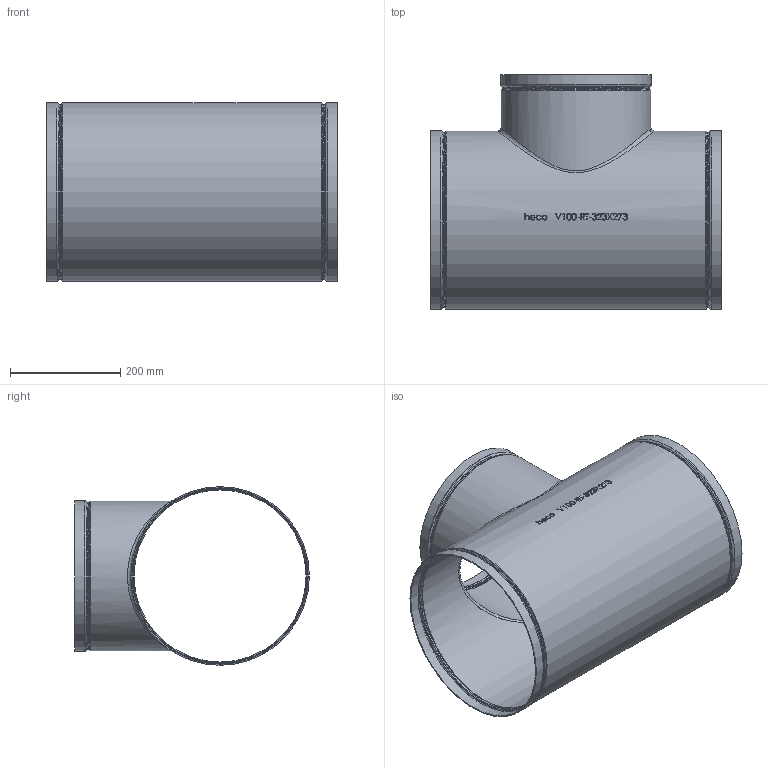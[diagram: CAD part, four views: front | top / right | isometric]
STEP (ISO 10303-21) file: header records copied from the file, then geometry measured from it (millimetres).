
FILE_DESCRIPTION (( 'STEP AP214' ), '1' );
FILE_NAME ('V100-RT-323X273-x Typ E493 DN300x250 1200x1000 Ø323,9x273,0 1812.STEP', '2018-12-17T11:06:50', ( '' ), ( '' ), 'SwSTEP 2.0', 'SolidWorks 2016', '' );
FILE_SCHEMA (( 'AUTOMOTIVE_DESIGN' ));
Length unit declared in the file: inch
Products named in the file (1): V100-RT-323X273-x Typ E493 DN300x250 1200x1000 Ø323,9x273,0 1812
Bounding box: 527.3 x 425.58 x 323.85 mm (x, y, z)
Volume: 1201465.9 mm3; surface area: 1190529.8 mm2
Topology: 1 solids, 1 shells, 282 faces, 728 edges, 476 vertices
Faces by surface type: bspline 114, plane 98, cylinder 40, torus 24, cone 6
Full cylindrical faces by diameter (mm): 261.112 x1, 265.176 x1, 267.462 x1, 268.986 x1, 271.526 x1, 273.05 x1, 311.912 x2, 315.976 x2, 318.668 x1, 319.786 x2, 322.732 x1, 323.85 x2
Entity records: 19966 total; most frequent: CARTESIAN_POINT 11227, ORIENTED_EDGE 1334, DIRECTION 824, EDGE_CURVE 667, VERTEX_POINT 463, EDGE_LOOP 362, FACE_OUTER_BOUND 324, VECTOR 288
